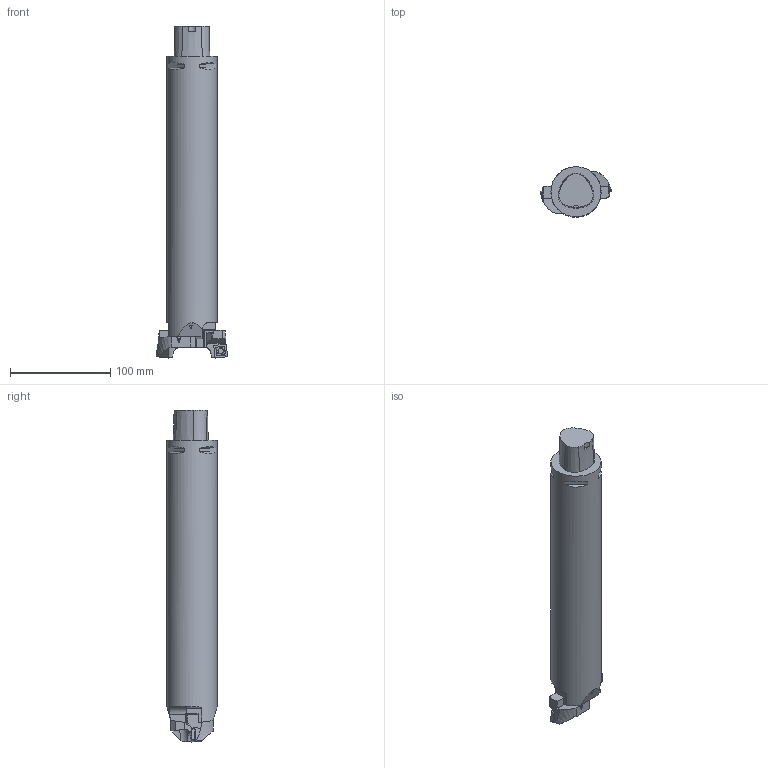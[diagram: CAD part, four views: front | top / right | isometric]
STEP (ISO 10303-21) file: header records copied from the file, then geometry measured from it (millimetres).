
FILE_DESCRIPTION(/* description */ (''),/* implementation_level */ '2;1');
FILE_NAME(/* name */ '1548225857919.stp',/* time_stamp */ '2019-01-23T07:44:35+01:00',/* author */ (''),/* organization */ ('SMS'),/* preprocessor_version */ 'ST-DEVELOPER v15',/* originating_system */ 'SIEMENS PLM Software NX 8.5',/* authorisation */ '');
FILE_SCHEMA (('AUTOMOTIVE_DESIGN { 1 0 10303 214 3 1 1 1 }'));
Length unit declared in the file: millimetre
Products named in the file (10): ASSEMBLY_CONSTRUCTION; 201030137mod000_00; 201012610mod000_00; 201030071mod000_00; 201108968mod000_00; 201030148mod000_01; 201030094mod000_01; 202019908mod000_00
Assembly tree (10 placements, depth 3):
  202019908mod000_00
    201030094mod000_01
      201030071mod000_00
      201012610mod000_00
      ASSEMBLY_CONSTRUCTION
    201030148mod000_01
      201030137mod000_00
      201012610mod000_00
      ASSEMBLY_CONSTRUCTION
    201108968mod000_00
    ASSEMBLY_CONSTRUCTION
Bounding box: 70.95 x 50 x 331.21 mm (x, y, z)
Volume: 587313.6 mm3; surface area: 60008.8 mm2
Topology: 5 solids, 5 shells, 261 faces, 694 edges, 486 vertices
Faces by surface type: plane 178, cone 27, cylinder 22, extrusion 18, torus 16
Full cylindrical faces by diameter (mm): 4 x4, 50 x1
Entity records: 8542 total; most frequent: CARTESIAN_POINT 2069, ORIENTED_EDGE 1176, DIRECTION 1091, EDGE_CURVE 588, VERTEX_POINT 415, VECTOR 383, LINE 365, AXIS2_PLACEMENT_3D 354
